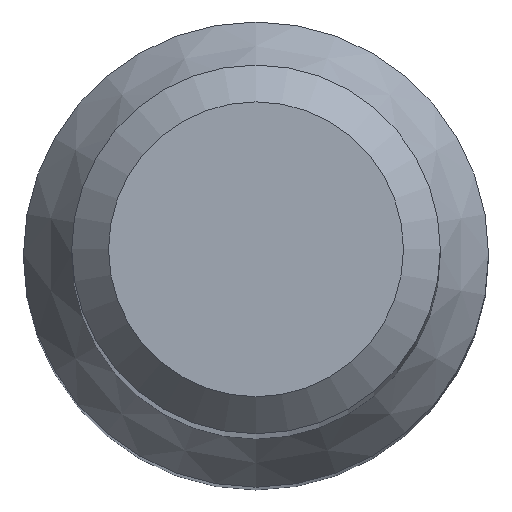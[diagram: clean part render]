
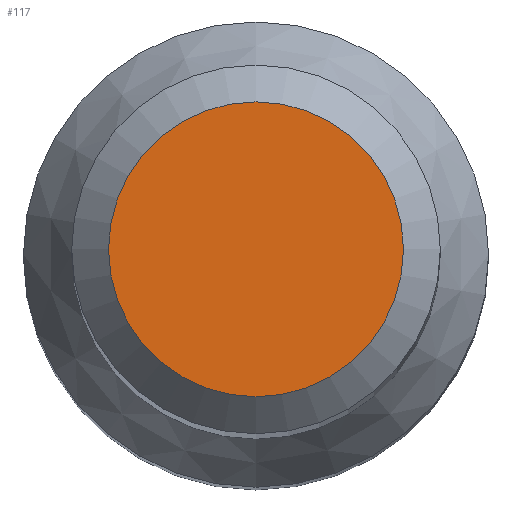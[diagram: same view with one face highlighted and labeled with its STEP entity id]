
A CAD part, top view. The second image highlights one B-rep face of the part: STEP entity #117.
In plain terms, the highlighted planar face has unit normal (0, 0, 1).
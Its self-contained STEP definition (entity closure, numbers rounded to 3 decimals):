
#8 = CARTESIAN_POINT ( 'NONE',  ( 0., 0., 63. ) ) ;
#16 = EDGE_LOOP ( 'NONE', ( #128 ) ) ;
#54 = DIRECTION ( 'NONE',  ( 0., 1., 0. ) ) ;
#55 = EDGE_CURVE ( 'NONE', #181, #181, #212, .T. ) ;
#65 = AXIS2_PLACEMENT_3D ( 'NONE', #222, #122, #54 ) ;
#71 = PLANE ( 'NONE',  #65 ) ;
#102 = DIRECTION ( 'NONE',  ( 0., 1., 0. ) ) ;
#104 = FACE_OUTER_BOUND ( 'NONE', #16, .T. ) ;
#117 = ADVANCED_FACE ( 'NONE', ( #104 ), #71, .F. ) ;
#122 = DIRECTION ( 'NONE',  ( 0., 0., -1. ) ) ;
#128 = ORIENTED_EDGE ( 'NONE', *, *, #55, .F. ) ;
#141 = DIRECTION ( 'NONE',  ( 0., 0., -1. ) ) ;
#167 = CARTESIAN_POINT ( 'NONE',  ( 0., 2., 63. ) ) ;
#181 = VERTEX_POINT ( 'NONE', #167 ) ;
#206 = AXIS2_PLACEMENT_3D ( 'NONE', #8, #141, #102 ) ;
#212 = CIRCLE ( 'NONE', #206, 2. ) ;
#222 = CARTESIAN_POINT ( 'NONE',  ( 0., 0., 63. ) ) ;
